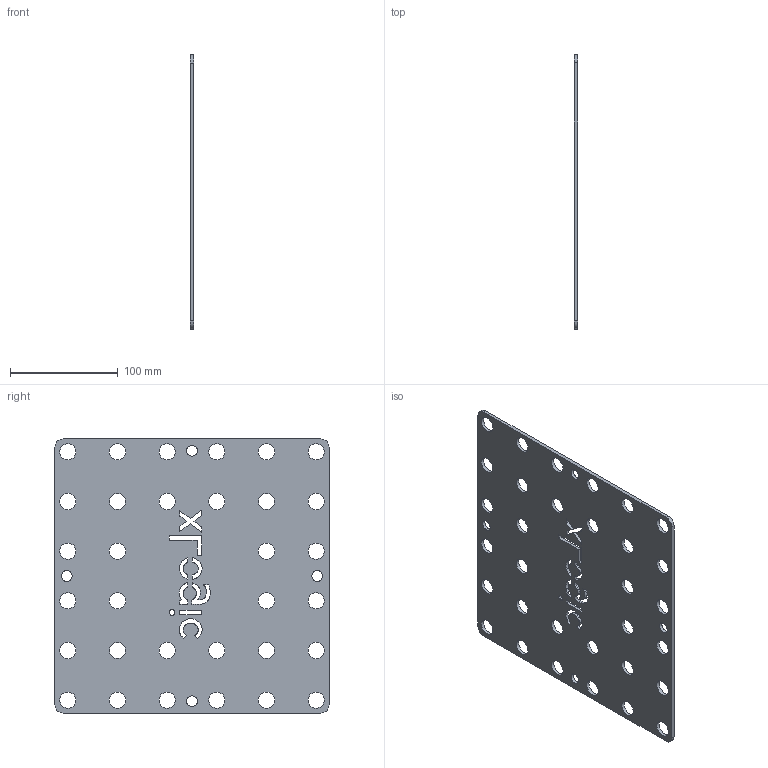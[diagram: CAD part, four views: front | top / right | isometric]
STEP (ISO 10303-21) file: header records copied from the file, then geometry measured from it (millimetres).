
FILE_DESCRIPTION(/* description */ ('STEP AP242','CAx-IF Rec.Pracs.---Representation and Presentation of Product Manufacturing Information (PMI)---4.0---2014-10-13','CAx-IF Rec.Pracs.---3D Tessellated Geometry---0.4---2014-09-14','2;1'),/* implementation_level */ '2;1');
FILE_NAME(/* name */ '66cc1fce09bc0d10fada4b1d',/* time_stamp */ '2024-08-26T06:25:19Z',/* author */ (''),/* organization */ (''),/* preprocessor_version */ 'ST-DEVELOPER v20',/* originating_system */ ' ',/* authorisation */ ' ');
FILE_SCHEMA (('AP242_MANAGED_MODEL_BASED_3D_ENGINEERING_MIM_LF { 1 0 10303 442 1 1 4 }'));
Length unit declared in the file: metre
Products named in the file (1): Untitled v1
Bounding box: 3 x 254 x 254 mm (x, y, z)
Volume: 172227.4 mm3; surface area: 124591.7 mm2
Topology: 1 solids, 1 shells, 191 faces, 567 edges, 378 vertices
Faces by surface type: bspline 103, plane 44, cylinder 44
Full cylindrical faces by diameter (mm): 10 x4, 15 x32
Entity records: 7396 total; most frequent: CARTESIAN_POINT 2857, ORIENTED_EDGE 1062, DIRECTION 586, EDGE_CURVE 531, VERTEX_POINT 378, EDGE_LOOP 317, FACE_BOUND 317, LINE 232
